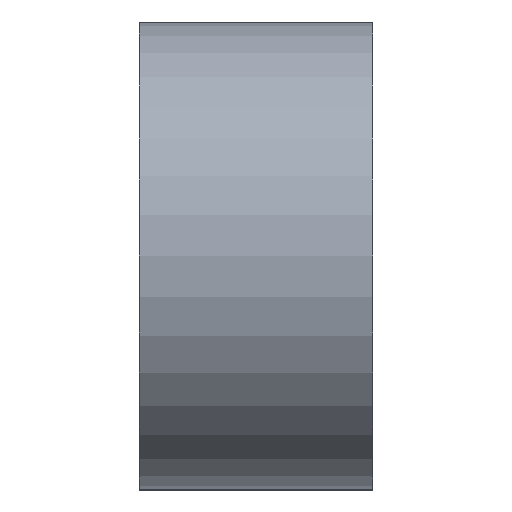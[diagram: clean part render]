
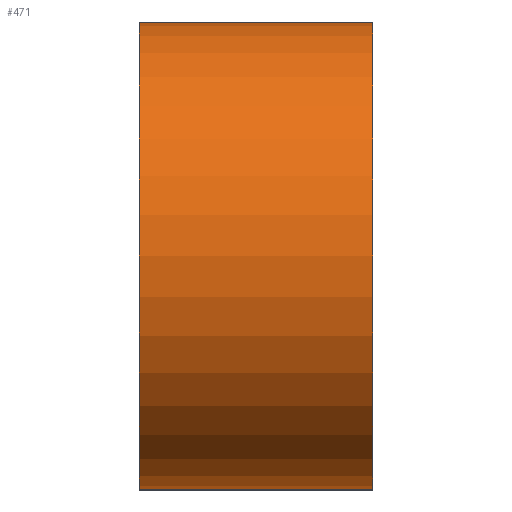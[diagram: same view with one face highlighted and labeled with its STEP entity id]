
A CAD part, left-side view. The second image highlights one B-rep face of the part: STEP entity #471.
In plain terms, the highlighted cylindrical face has radius 4 mm (diameter 8 mm), a partial arc.
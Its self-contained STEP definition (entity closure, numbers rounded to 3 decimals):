
#2 = ORIENTED_EDGE ( 'NONE', *, *, #18, .F. ) ;
#8 = CARTESIAN_POINT ( 'NONE',  ( 0., 4., -4. ) ) ;
#18 = EDGE_CURVE ( 'NONE', #509, #132, #518, .T. ) ;
#25 = ORIENTED_EDGE ( 'NONE', *, *, #367, .T. ) ;
#46 = CARTESIAN_POINT ( 'NONE',  ( 0., 4., 0. ) ) ;
#59 = AXIS2_PLACEMENT_3D ( 'NONE', #607, #146, #410 ) ;
#72 = CIRCLE ( 'NONE', #409, 4. ) ;
#76 = ORIENTED_EDGE ( 'NONE', *, *, #282, .T. ) ;
#86 = DIRECTION ( 'NONE',  ( 0., 0., 1. ) ) ;
#132 = VERTEX_POINT ( 'NONE', #513 ) ;
#146 = DIRECTION ( 'NONE',  ( 0., 1., 0. ) ) ;
#148 = CYLINDRICAL_SURFACE ( 'NONE', #396, 4. ) ;
#166 = VERTEX_POINT ( 'NONE', #587 ) ;
#169 = CARTESIAN_POINT ( 'NONE',  ( 0., 4., 4. ) ) ;
#212 = CIRCLE ( 'NONE', #59, 4. ) ;
#262 = DIRECTION ( 'NONE',  ( 0., -1., 0. ) ) ;
#282 = EDGE_CURVE ( 'NONE', #336, #166, #326, .T. ) ;
#284 = DIRECTION ( 'NONE',  ( 0., 1., 0. ) ) ;
#326 = LINE ( 'NONE', #8, #652 ) ;
#336 = VERTEX_POINT ( 'NONE', #548 ) ;
#367 = EDGE_CURVE ( 'NONE', #166, #132, #72, .T. ) ;
#396 = AXIS2_PLACEMENT_3D ( 'NONE', #46, #663, #560 ) ;
#409 = AXIS2_PLACEMENT_3D ( 'NONE', #543, #284, #86 ) ;
#410 = DIRECTION ( 'NONE',  ( 0., 0., 1. ) ) ;
#417 = CARTESIAN_POINT ( 'NONE',  ( 0., 4., 4. ) ) ;
#442 = EDGE_LOOP ( 'NONE', ( #2, #637, #76, #25 ) ) ;
#468 = EDGE_CURVE ( 'NONE', #336, #509, #212, .T. ) ;
#471 = ADVANCED_FACE ( 'NONE', ( #611 ), #148, .T. ) ;
#509 = VERTEX_POINT ( 'NONE', #169 ) ;
#513 = CARTESIAN_POINT ( 'NONE',  ( 0., 0., 4. ) ) ;
#518 = LINE ( 'NONE', #417, #566 ) ;
#543 = CARTESIAN_POINT ( 'NONE',  ( 0., 0., 0. ) ) ;
#548 = CARTESIAN_POINT ( 'NONE',  ( 0., 4., -4. ) ) ;
#560 = DIRECTION ( 'NONE',  ( 0., 0., -1. ) ) ;
#566 = VECTOR ( 'NONE', #613, 1000. ) ;
#587 = CARTESIAN_POINT ( 'NONE',  ( 0., 0., -4. ) ) ;
#607 = CARTESIAN_POINT ( 'NONE',  ( 0., 4., 0. ) ) ;
#611 = FACE_OUTER_BOUND ( 'NONE', #442, .T. ) ;
#613 = DIRECTION ( 'NONE',  ( 0., -1., 0. ) ) ;
#637 = ORIENTED_EDGE ( 'NONE', *, *, #468, .F. ) ;
#652 = VECTOR ( 'NONE', #262, 1000. ) ;
#663 = DIRECTION ( 'NONE',  ( 0., -1., 0. ) ) ;
